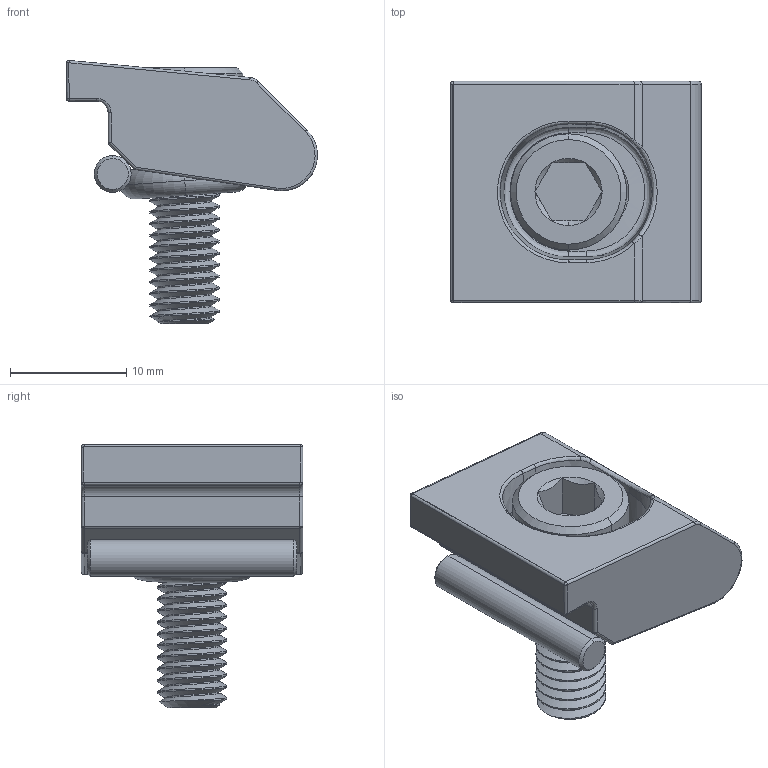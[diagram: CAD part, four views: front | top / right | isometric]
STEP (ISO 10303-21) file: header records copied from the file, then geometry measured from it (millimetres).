
FILE_DESCRIPTION (( 'STEP AP214' ), '1' );
FILE_NAME ('56066.STEP', '2025-08-05T15:08:23', ( '' ), ( '' ), 'SwSTEP 2.0', 'SolidWorks 2021', '' );
FILE_SCHEMA (( 'AUTOMOTIVE_DESIGN' ));
Length unit declared in the file: inch
Products named in the file (5): M616MM SHCS_M616MM SHCS ; 125 X 750 DOWEL PIN_default; 260661; 108 O-RING_108 O-RING; 56066
Assembly tree (4 placements, depth 2):
  56066
    M616MM SHCS_M616MM SHCS 
    125 X 750 DOWEL PIN_default
    108 O-RING_108 O-RING
    260661
Bounding box: 21.57 x 19.05 x 22.63 mm (x, y, z)
Volume: 3150.4 mm3; surface area: 2807.5 mm2
Topology: 4 solids, 4 shells, 193 faces, 477 edges, 288 vertices
Faces by surface type: cylinder 103, plane 28, bspline 22, cone 20, torus 17, sphere 3
Entity records: 8962 total; most frequent: CARTESIAN_POINT 4737, ORIENTED_EDGE 946, DIRECTION 752, EDGE_CURVE 473, AXIS2_PLACEMENT_3D 296, VERTEX_POINT 288, EDGE_LOOP 197, ADVANCED_FACE 193
